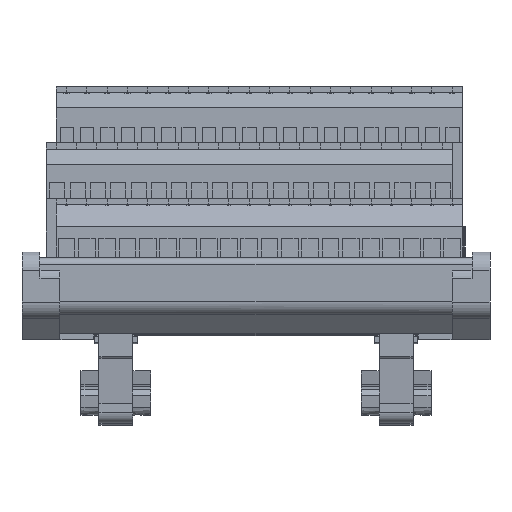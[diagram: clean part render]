
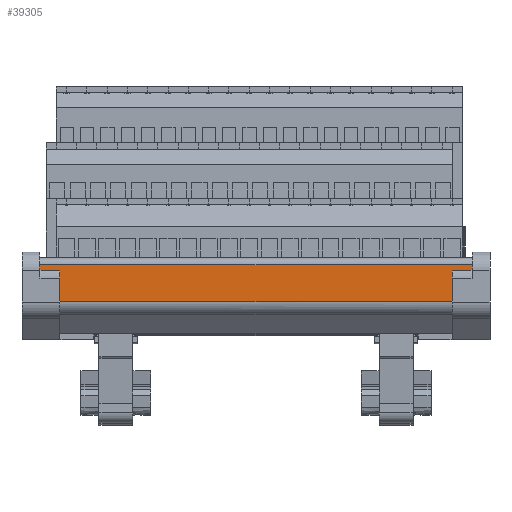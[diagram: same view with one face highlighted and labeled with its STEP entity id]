
A CAD part, front view. The second image highlights one B-rep face of the part: STEP entity #39305.
In plain terms, the highlighted planar face has unit normal (0, -1, 0).
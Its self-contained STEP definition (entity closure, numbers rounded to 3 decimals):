
#39246=AXIS2_PLACEMENT_3D('Plane Axis2P3D',#39243,#39244,#39245) ;
#39204=CARTESIAN_POINT('Vertex',(4.5,2.1,40.202)) ;
#39209=CARTESIAN_POINT('Line Origine',(0.,2.1,40.202)) ;
#39213=CARTESIAN_POINT('Vertex',(112.6,2.1,40.202)) ;
#39243=CARTESIAN_POINT('Axis2P3D Location',(0.,2.1,30.973)) ;
#39248=CARTESIAN_POINT('Line Origine',(4.5,2.1,39.127)) ;
#39252=CARTESIAN_POINT('Vertex',(4.5,2.1,38.052)) ;
#39255=CARTESIAN_POINT('Line Origine',(4.5,2.1,37.302)) ;
#39259=CARTESIAN_POINT('Vertex',(4.5,2.1,36.552)) ;
#39262=CARTESIAN_POINT('Line Origine',(4.5,2.1,33.763)) ;
#39266=CARTESIAN_POINT('Vertex',(4.5,2.1,30.973)) ;
#39269=CARTESIAN_POINT('Line Origine',(58.55,2.1,30.973)) ;
#39273=CARTESIAN_POINT('Vertex',(112.6,2.1,30.973)) ;
#39276=CARTESIAN_POINT('Line Origine',(112.6,2.1,33.763)) ;
#39280=CARTESIAN_POINT('Vertex',(112.6,2.1,36.552)) ;
#39283=CARTESIAN_POINT('Line Origine',(112.6,2.1,37.302)) ;
#39287=CARTESIAN_POINT('Vertex',(112.6,2.1,38.052)) ;
#39290=CARTESIAN_POINT('Line Origine',(112.6,2.1,39.127)) ;
#39210=DIRECTION('Vector Direction',(1.,0.,0.)) ;
#39244=DIRECTION('Axis2P3D Direction',(0.,1.,0.)) ;
#39245=DIRECTION('Axis2P3D XDirection',(-1.,0.,0.)) ;
#39249=DIRECTION('Vector Direction',(0.,0.,-1.)) ;
#39256=DIRECTION('Vector Direction',(0.,0.,-1.)) ;
#39263=DIRECTION('Vector Direction',(0.,0.,-1.)) ;
#39270=DIRECTION('Vector Direction',(1.,0.,0.)) ;
#39277=DIRECTION('Vector Direction',(0.,0.,1.)) ;
#39284=DIRECTION('Vector Direction',(0.,0.,1.)) ;
#39291=DIRECTION('Vector Direction',(0.,0.,1.)) ;
#39211=VECTOR('Line Direction',#39210,1.) ;
#39250=VECTOR('Line Direction',#39249,1.) ;
#39257=VECTOR('Line Direction',#39256,1.) ;
#39264=VECTOR('Line Direction',#39263,1.) ;
#39271=VECTOR('Line Direction',#39270,1.) ;
#39278=VECTOR('Line Direction',#39277,1.) ;
#39285=VECTOR('Line Direction',#39284,1.) ;
#39292=VECTOR('Line Direction',#39291,1.) ;
#39296=ORIENTED_EDGE('',*,*,#39254,.T.) ;
#39297=ORIENTED_EDGE('',*,*,#39261,.T.) ;
#39298=ORIENTED_EDGE('',*,*,#39268,.T.) ;
#39299=ORIENTED_EDGE('',*,*,#39275,.T.) ;
#39300=ORIENTED_EDGE('',*,*,#39282,.T.) ;
#39301=ORIENTED_EDGE('',*,*,#39289,.T.) ;
#39302=ORIENTED_EDGE('',*,*,#39294,.T.) ;
#39303=ORIENTED_EDGE('',*,*,#39215,.F.) ;
#39305=ADVANCED_FACE('NONE',(#39304),#39247,.F.) ;
#39215=EDGE_CURVE('',#39205,#39214,#39212,.T.) ;
#39254=EDGE_CURVE('',#39205,#39253,#39251,.T.) ;
#39261=EDGE_CURVE('',#39253,#39260,#39258,.T.) ;
#39268=EDGE_CURVE('',#39260,#39267,#39265,.T.) ;
#39275=EDGE_CURVE('',#39267,#39274,#39272,.T.) ;
#39282=EDGE_CURVE('',#39274,#39281,#39279,.T.) ;
#39289=EDGE_CURVE('',#39281,#39288,#39286,.T.) ;
#39294=EDGE_CURVE('',#39288,#39214,#39293,.T.) ;
#39295=EDGE_LOOP('',(#39296,#39297,#39298,#39299,#39300,#39301,#39302,#39303)) ;
#39304=FACE_OUTER_BOUND('',#39295,.T.) ;
#39212=LINE('Line',#39209,#39211) ;
#39251=LINE('Line',#39248,#39250) ;
#39258=LINE('Line',#39255,#39257) ;
#39265=LINE('Line',#39262,#39264) ;
#39272=LINE('Line',#39269,#39271) ;
#39279=LINE('Line',#39276,#39278) ;
#39286=LINE('Line',#39283,#39285) ;
#39293=LINE('Line',#39290,#39292) ;
#39247=PLANE('',#39246) ;
#39205=VERTEX_POINT('',#39204) ;
#39214=VERTEX_POINT('',#39213) ;
#39253=VERTEX_POINT('',#39252) ;
#39260=VERTEX_POINT('',#39259) ;
#39267=VERTEX_POINT('',#39266) ;
#39274=VERTEX_POINT('',#39273) ;
#39281=VERTEX_POINT('',#39280) ;
#39288=VERTEX_POINT('',#39287) ;
